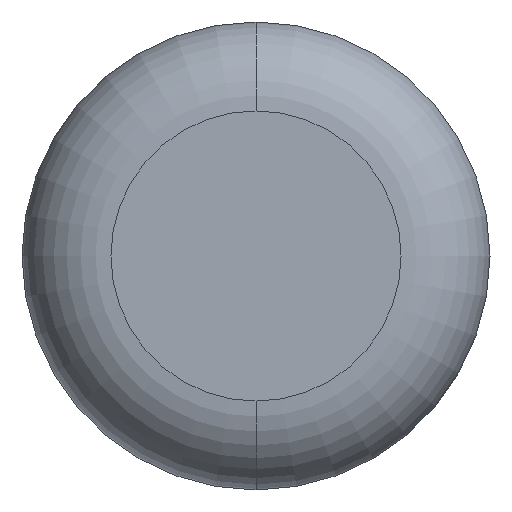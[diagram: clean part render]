
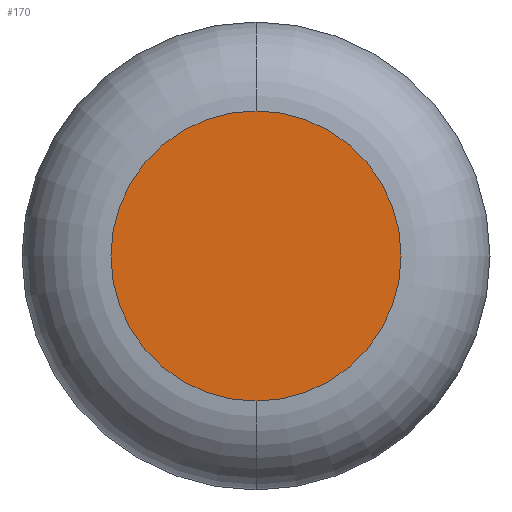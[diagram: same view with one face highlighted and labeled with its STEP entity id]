
A CAD part, front view. The second image highlights one B-rep face of the part: STEP entity #170.
In plain terms, the highlighted planar face has unit normal (0, -1, 0).
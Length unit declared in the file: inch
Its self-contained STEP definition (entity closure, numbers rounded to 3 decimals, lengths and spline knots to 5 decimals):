
#29 = CIRCLE ( 'NONE', #87, 0.31 ) ;
#43 = DIRECTION ( 'NONE',  ( 0., 0., -1. ) ) ;
#48 = CARTESIAN_POINT ( 'NONE',  ( 0., 0., 0.31 ) ) ;
#87 = AXIS2_PLACEMENT_3D ( 'NONE', #95, #257, #415 ) ;
#91 = CARTESIAN_POINT ( 'NONE',  ( 0., 0., 0. ) ) ;
#95 = CARTESIAN_POINT ( 'NONE',  ( 0., 0., 0. ) ) ;
#104 = ORIENTED_EDGE ( 'NONE', *, *, #447, .T. ) ;
#120 = VERTEX_POINT ( 'NONE', #48 ) ;
#123 = CIRCLE ( 'NONE', #331, 0.31 ) ;
#134 = CARTESIAN_POINT ( 'NONE',  ( 0., 0., -0.31 ) ) ;
#156 = VERTEX_POINT ( 'NONE', #134 ) ;
#170 = ADVANCED_FACE ( 'NONE', ( #207 ), #427, .T. ) ;
#207 = FACE_OUTER_BOUND ( 'NONE', #406, .T. ) ;
#257 = DIRECTION ( 'NONE',  ( 0., -1., 0. ) ) ;
#286 = DIRECTION ( 'NONE',  ( 0., -1., 0. ) ) ;
#331 = AXIS2_PLACEMENT_3D ( 'NONE', #91, #286, #43 ) ;
#349 = AXIS2_PLACEMENT_3D ( 'NONE', #498, #501, #449 ) ;
#375 = EDGE_CURVE ( 'NONE', #120, #156, #123, .T. ) ;
#394 = ORIENTED_EDGE ( 'NONE', *, *, #375, .T. ) ;
#406 = EDGE_LOOP ( 'NONE', ( #104, #394 ) ) ;
#415 = DIRECTION ( 'NONE',  ( 0., 0., -1. ) ) ;
#427 = PLANE ( 'NONE',  #349 ) ;
#447 = EDGE_CURVE ( 'NONE', #156, #120, #29, .T. ) ;
#449 = DIRECTION ( 'NONE',  ( 0., 0., -1. ) ) ;
#498 = CARTESIAN_POINT ( 'NONE',  ( 0., 0., 0. ) ) ;
#501 = DIRECTION ( 'NONE',  ( 0., -1., 0. ) ) ;
